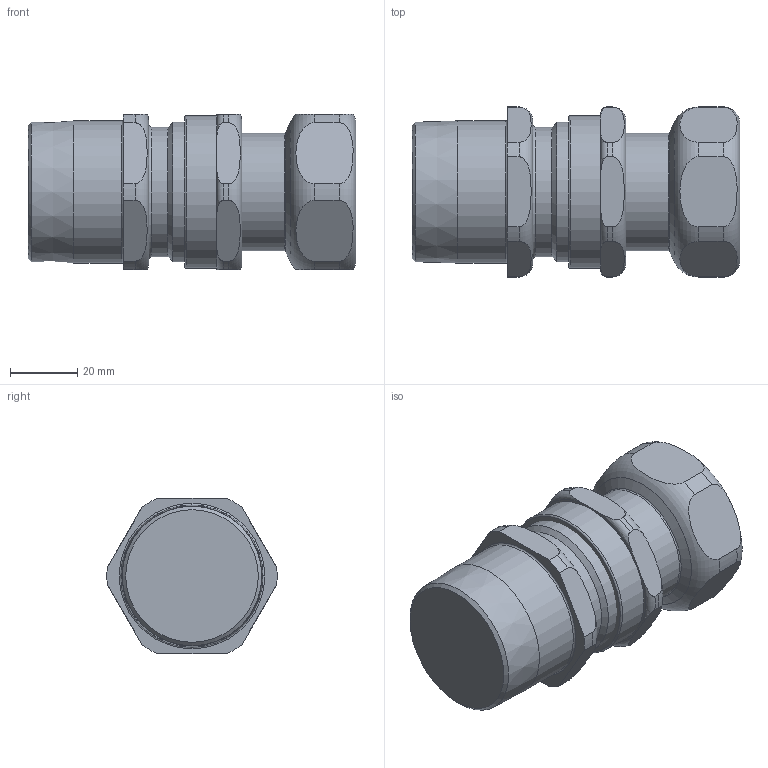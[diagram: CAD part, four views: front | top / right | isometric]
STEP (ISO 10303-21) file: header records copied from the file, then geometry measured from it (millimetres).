
FILE_DESCRIPTION(/* description */ (''),/* implementation_level */ '2;1');
FILE_NAME(/* name */ '501_414 C_1_1_4_NPT.stp',/* time_stamp */ '2021-04-23T17:56:44+05:00',/* author */ ('vinaykumark'),/* organization */ (''),/* preprocessor_version */ 'ST-DEVELOPER v18',/* originating_system */ 'Autodesk Inventor 2020',/* authorisation */ '');
FILE_SCHEMA (('AUTOMOTIVE_DESIGN { 1 0 10303 214 3 1 1 }'));
Length unit declared in the file: inch
Products named in the file (1): 501_414 C_1_1_4_NPT
Bounding box: 97.27 x 50.47 x 46 mm (x, y, z)
Surface area: 41947.4 mm2
Topology: 6 solids, 6 shells, 113 faces, 315 edges, 221 vertices
Faces by surface type: plane 43, cylinder 37, torus 22, cone 11
Full cylindrical faces by diameter (mm): 26.5 x1, 32.9 x1, 34.85 x2, 35.4 x2, 38.4 x2, 41.275 x2, 42.16 x2, 45.15 x1
Entity records: 4691 total; most frequent: CARTESIAN_POINT 1490, DIRECTION 666, ORIENTED_EDGE 630, EDGE_CURVE 315, AXIS2_PLACEMENT_3D 288, VERTEX_POINT 221, CIRCLE 174, EDGE_LOOP 120
